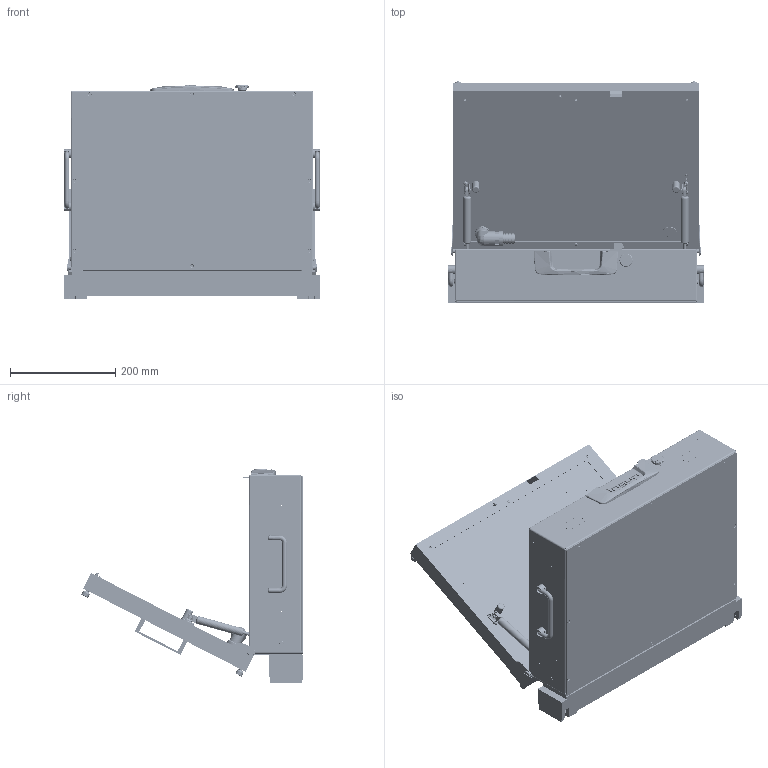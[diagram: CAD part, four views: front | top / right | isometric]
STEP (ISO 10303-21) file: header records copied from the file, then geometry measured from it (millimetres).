
FILE_DESCRIPTION (( 'STEP AP214' ), '1' );
FILE_NAME ('INGUN_114567_open.STEP', '2025-07-25T08:26:25', ( '' ), ( '' ), 'SwSTEP 2.0', 'SolidWorks 2023', '' );
FILE_SCHEMA (( 'AUTOMOTIVE_DESIGN' ));
Length unit declared in the file: millimetre
Products named in the file (83): 116282~0_S; DIN7991~n_M03,0x012; ISO7380~n_M04,0x012; 112035~2; 116284~0_S; 113711~0_S; 5332~0; DIN913~n_M03,0x06 VA; 11683~0; 116832~0_S; DIN912~n_M04,0x016; 49317~0; INGUN_114567_open; 113712~1; 11655~0; 109145~1_S; DIN7991~n_M04,0x008; 104093~2_KUNDE<S>; 114196~0; 114393~1_S; 34848~0_ausgefahren 180<Standard>; 113692~1; DIN125~n_05,3 M05,0 Fase VA; DIN7~n_04,0m6x004; 1607~1; 3366~0; 2497-1~0_6,3 mm Auge <Standard>; DIN923~n_M04x03; 113750~4_KUNDE<S>; 114196_004~0_S; 2229~6; Gewindebuchse~n_M04-07,5 offen; ISO7380~n_M04,0x006; 109683~0_S; INFO_4562~3_Typenschild 1010; 105791~0; 112025~4_S; DIN7991~n_M04,0x012; 113751~1_S; 32171~1_S ...
Assembly tree (174 placements, depth 5):
  INGUN_114567_open
    113690~4_S
      113691~2_S
      32171~1_S
      112992~2_S  x2
      49317~0  x2
      114196~0  x2
        114196_001~0
        114196_002~0
        114196_003~0
        114196_004~0_S
      DIN912~n_M04,0x016
      112024~0_S
      112025~4_S
      DIN125~n_04,3 M04,0 VA
      DIN985-A2~n_M04,0
      112026~0_Mitte<S>
      ISO7380~n_M03,0x005
      114364~0_S
      DIN934~n_M04,0 A2
      116832~0_S
        116542~2_S
        DIN913~n_M03,0x06 VA
        114364~0_S
    113750~4_KUNDE<S>
      115767~1_S
        113751~1_S
        Gewindebuchse~n_M04-07,5 offen  x4
        Gewindebuchse~n_M04-05,0 geschlossen  x7
      113752~1_S
      113753~3_S
      104093~2_KUNDE<S>
      105791~0  x4
      ASR~asr_Øi05,2x03xØa10  x12
      112838~2_S  x4
      116281~0_S  x2
        116282~0_S
          116283~0_S
          DIN125~n_05,3 M05,0 Fase VA
          116284~0_S
        49317~0
        ISO7380~n_M04,0x006
      42751~1_S
      116128~1_S  x2
      1607~1  x2
      ISO7380~n_M04,0x012  x4
      19420~3
      11657~0
      11655~0
      11683~0
      ISO7380~n_M03,0x006  x6
      DIN_6799_-_A2~n_d 5  x4
      DIN7~n_04,0m6x004  x2
      DIN985-A2~n_M04,0  x2
      2196~7  x2
      DIN7991~n_M04,0x012  x2
      2229~6  x2
      5332~0  x2
      INFO_4562~3_Typenschild 1010
      114607~0_S
Bounding box: 484 x 419.7 x 405.1 mm (x, y, z)
Volume: 4084491.2 mm3; surface area: 1927744.6 mm2
Topology: 177 solids, 177 shells, 9215 faces, 21843 edges, 13302 vertices
Faces by surface type: plane 3228, cylinder 2838, bspline 2397, cone 584, torus 160, sphere 8
Entity records: 237425 total; most frequent: CARTESIAN_POINT 122187, ORIENTED_EDGE 25848, DIRECTION 17528, EDGE_CURVE 12924, VERTEX_POINT 7683, AXIS2_PLACEMENT_3D 6578, EDGE_LOOP 6185, FACE_OUTER_BOUND 5612
